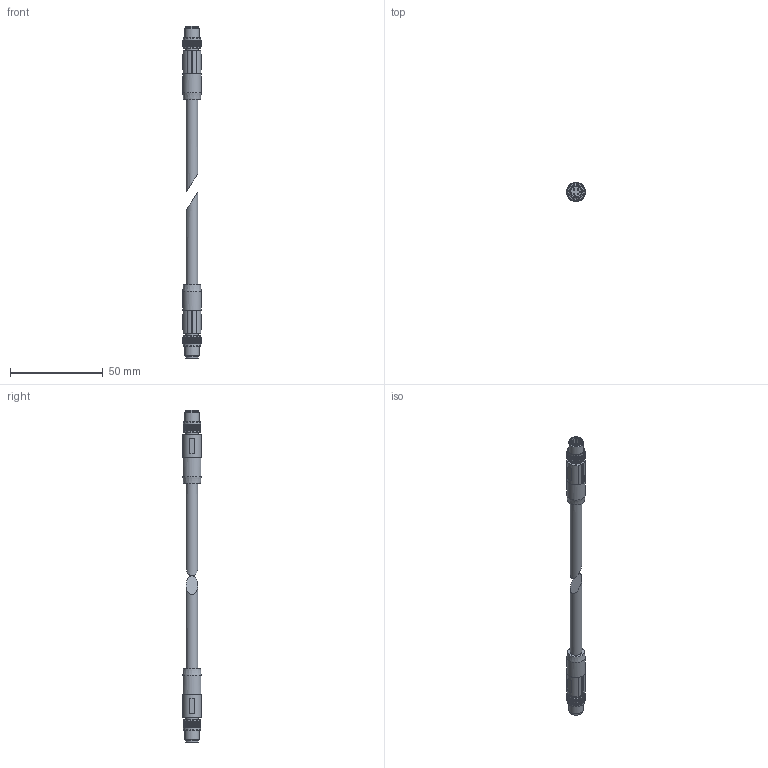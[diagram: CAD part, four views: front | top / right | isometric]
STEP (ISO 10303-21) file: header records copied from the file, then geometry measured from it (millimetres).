
FILE_DESCRIPTION(/* description */ ('STEP AP214'),/* implementation_level */ '2;1');
FILE_NAME(/* name */ '8082902_NEBC-D8G4-ES-0_3-N-S-D8G4-ET',/* time_stamp */ '2024-09-12T17:14:13+02:00',/* author */ ('License CC BY-ND 4.0'),/* organization */ ('CADENAS'),/* preprocessor_version */ 'ST-DEVELOPER v19.3',/* originating_system */ 'PARTsolutions',/* authorisation */ ' ');
FILE_SCHEMA (('AUTOMOTIVE_DESIGN {1 0 10303 214 3 1 1}'));
Length unit declared in the file: millimetre
Products named in the file (3): 8082902 NEBC-D8G4-ES-0.3-N-S-D8G4-ET; 8082902 NEBC-D8G4-ES-0.3-N-S-D8G4-ET---(P1); 8082902 NEBC-D8G4-ES-0.3-N-S-D8G4-ET---(P2)
Assembly tree (2 placements, depth 2):
  8082902 NEBC-D8G4-ES-0.3-N-S-D8G4-ET
    8082902 NEBC-D8G4-ES-0.3-N-S-D8G4-ET---(P1)
    8082902 NEBC-D8G4-ES-0.3-N-S-D8G4-ET---(P2)
Bounding box: 10 x 10 x 178.6 mm (x, y, z)
Volume: 8009.1 mm3; surface area: 4973.9 mm2
Topology: 2 solids, 2 shells, 510 faces, 1422 edges, 940 vertices
Faces by surface type: plane 256, cylinder 214, cone 18, torus 14, sphere 8
Full cylindrical faces by diameter (mm): 0.8 x8, 5.75 x2, 6.3 x2, 6.37 x4, 6.75 x2, 6.85 x2, 8 x2, 8.2 x2, 9.25 x4, 10 x2
Entity records: 19471 total; most frequent: DIRECTION 2798, CARTESIAN_POINT 2793, ORIENTED_EDGE 2644, EDGE_CURVE 1322, AXIS2_PLACEMENT_3D 979, VERTEX_POINT 910, LINE 840, VECTOR 840
